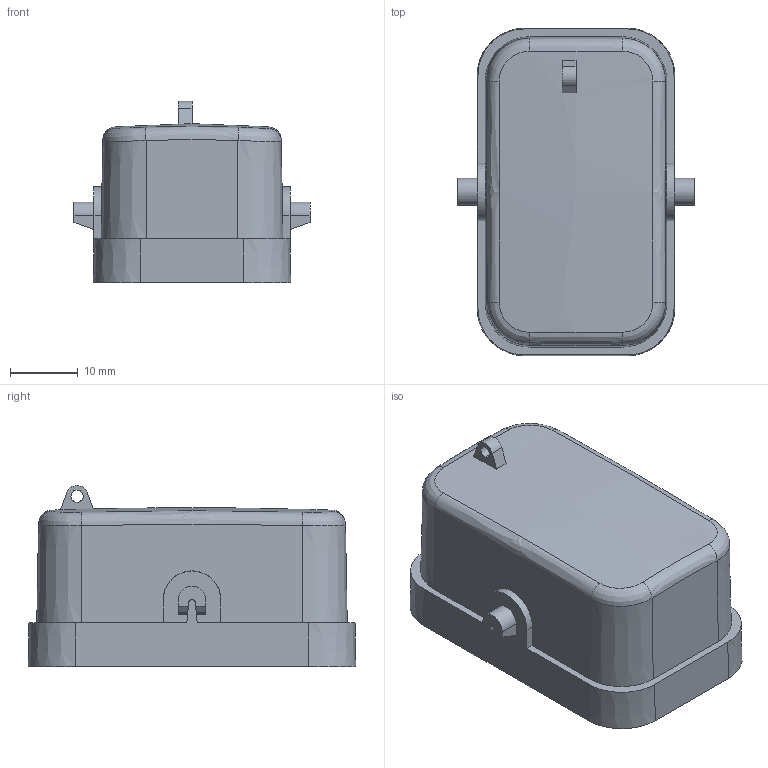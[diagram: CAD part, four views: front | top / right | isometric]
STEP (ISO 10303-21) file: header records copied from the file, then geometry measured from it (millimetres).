
FILE_DESCRIPTION(('CATIA V5 STEP','CAx-IF Rec.Pracs.--- Model Styling and Organization---1.2---2011-12-15'),'2;1');
FILE_NAME ('13409926_2', '2018-08-08T05:28:40+00:00', ('none'), ('Weidmueller'), 'CATIA Version 5-6 Release 2014 SP4 HF52', 'CATIA V5 STEP AP214', 'none');
FILE_SCHEMA(('AUTOMOTIVE_DESIGN { 1 0 10303 214 1 1 1 1 }'));
Length unit declared in the file: millimetre
Products named in the file (1): 1003130000
Bounding box: 34.9 x 48.43 x 26.8 mm (x, y, z)
Volume: 8561.7 mm3; surface area: 9954.2 mm2
Topology: 1 solids, 1 shells, 132 faces, 329 edges, 202 vertices
Faces by surface type: plane 81, cylinder 29, cone 12, bspline 8, revolution 2
Entity records: 4262 total; most frequent: CARTESIAN_POINT 1388, ORIENTED_EDGE 658, DIRECTION 455, EDGE_CURVE 329, VECTOR 211, LINE 211, VERTEX_POINT 202, AXIS2_PLACEMENT_3D 157
